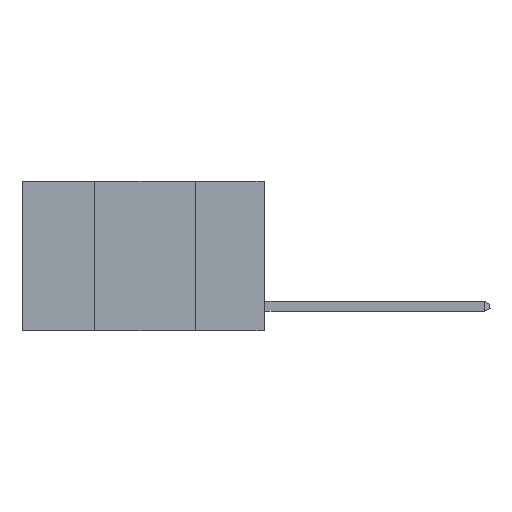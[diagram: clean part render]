
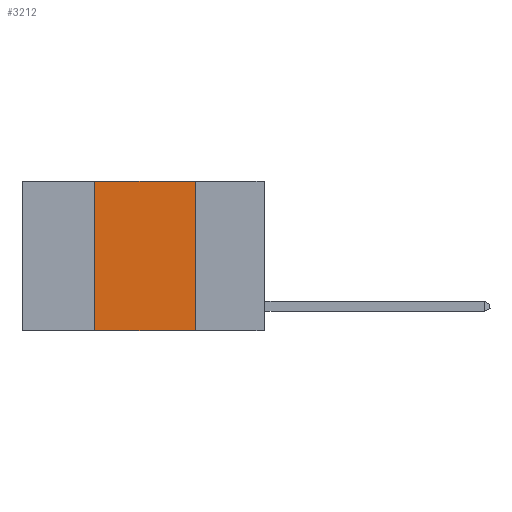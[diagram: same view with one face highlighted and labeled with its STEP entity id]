
A CAD part, left-side view. The second image highlights one B-rep face of the part: STEP entity #3212.
In plain terms, the highlighted planar face has unit normal (-1, 0, 0).
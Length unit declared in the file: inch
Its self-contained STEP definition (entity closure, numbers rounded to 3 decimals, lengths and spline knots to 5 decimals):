
#837 = AXIS2_PLACEMENT_3D ( 'NONE', #17675, #8554, #19148 ) ;
#1185 = EDGE_CURVE ( 'NONE', #7630, #11927, #16926, .T. ) ;
#2495 = DIRECTION ( 'NONE',  ( 0., -1., 0. ) ) ;
#2622 = ORIENTED_EDGE ( 'NONE', *, *, #1185, .F. ) ;
#2695 = CARTESIAN_POINT ( 'NONE',  ( 0., 0.42, -0.37 ) ) ;
#2754 = DIRECTION ( 'NONE',  ( 0., 0., -1. ) ) ;
#3128 = ORIENTED_EDGE ( 'NONE', *, *, #13087, .T. ) ;
#3212 = ADVANCED_FACE ( 'NONE', ( #8753 ), #7011, .F. ) ;
#4549 = LINE ( 'NONE', #10528, #16377 ) ;
#6364 = CARTESIAN_POINT ( 'NONE',  ( 0., 0.17, -0.37 ) ) ;
#6474 = CARTESIAN_POINT ( 'NONE',  ( 0., 0.17, 0. ) ) ;
#7011 = PLANE ( 'NONE',  #837 ) ;
#7076 = CARTESIAN_POINT ( 'NONE',  ( 0., 0.42, 0. ) ) ;
#7630 = VERTEX_POINT ( 'NONE', #2695 ) ;
#7853 = VECTOR ( 'NONE', #16287, 39.37008 ) ;
#8554 = DIRECTION ( 'NONE',  ( 1., 0., 0. ) ) ;
#8753 = FACE_OUTER_BOUND ( 'NONE', #15267, .T. ) ;
#9231 = DIRECTION ( 'NONE',  ( 0., -1., 0. ) ) ;
#9304 = CARTESIAN_POINT ( 'NONE',  ( 0., 0.6, -0.37 ) ) ;
#9619 = EDGE_CURVE ( 'NONE', #10053, #13791, #4549, .T. ) ;
#9630 = LINE ( 'NONE', #17809, #13237 ) ;
#9947 = ORIENTED_EDGE ( 'NONE', *, *, #9619, .F. ) ;
#10053 = VERTEX_POINT ( 'NONE', #6474 ) ;
#10528 = CARTESIAN_POINT ( 'NONE',  ( 0., 0.17, 0. ) ) ;
#11927 = VERTEX_POINT ( 'NONE', #17237 ) ;
#12824 = EDGE_CURVE ( 'NONE', #11927, #10053, #9630, .T. ) ;
#13087 = EDGE_CURVE ( 'NONE', #7630, #13791, #16531, .T. ) ;
#13237 = VECTOR ( 'NONE', #2495, 39.37008 ) ;
#13471 = VECTOR ( 'NONE', #9231, 39.37008 ) ;
#13791 = VERTEX_POINT ( 'NONE', #6364 ) ;
#14520 = ORIENTED_EDGE ( 'NONE', *, *, #12824, .F. ) ;
#15267 = EDGE_LOOP ( 'NONE', ( #9947, #14520, #2622, #3128 ) ) ;
#16287 = DIRECTION ( 'NONE',  ( 0., 0., 1. ) ) ;
#16377 = VECTOR ( 'NONE', #2754, 39.37008 ) ;
#16531 = LINE ( 'NONE', #9304, #13471 ) ;
#16926 = LINE ( 'NONE', #7076, #7853 ) ;
#17237 = CARTESIAN_POINT ( 'NONE',  ( 0., 0.42, 0. ) ) ;
#17675 = CARTESIAN_POINT ( 'NONE',  ( 0., 0.6, 0. ) ) ;
#17809 = CARTESIAN_POINT ( 'NONE',  ( 0., 0.6, 0. ) ) ;
#19148 = DIRECTION ( 'NONE',  ( 0., 0., -1. ) ) ;
